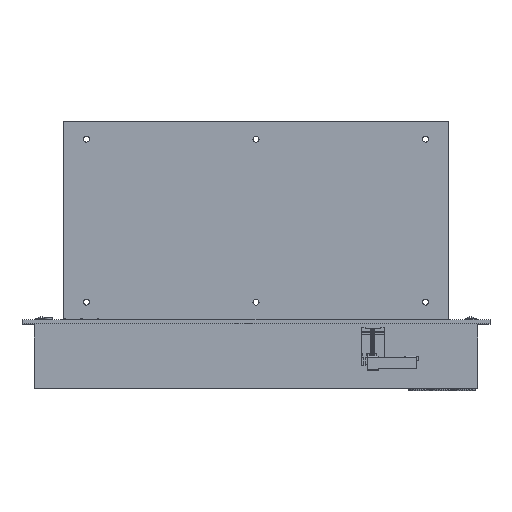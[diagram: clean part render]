
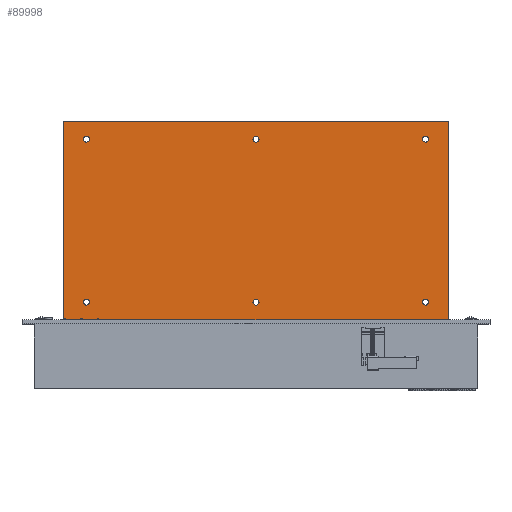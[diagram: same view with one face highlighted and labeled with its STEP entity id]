
A CAD part, top view. The second image highlights one B-rep face of the part: STEP entity #89998.
In plain terms, the highlighted face is planar.
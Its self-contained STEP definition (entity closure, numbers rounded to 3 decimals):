
#89567=DIRECTION('',(0.,1.,0.));
#89568=VECTOR('',#89567,350.);
#89569=CARTESIAN_POINT('',(-2.75,-145.,24.346));
#89570=LINE('',#89569,#89568);
#89575=DIRECTION('',(0.,0.,-1.));
#89576=VECTOR('',#89575,190.);
#89577=CARTESIAN_POINT('',(-2.75,-145.,214.346));
#89578=LINE('',#89577,#89576);
#89583=DIRECTION('',(0.,-1.,0.));
#89584=VECTOR('',#89583,350.);
#89585=CARTESIAN_POINT('',(-2.75,205.,214.346));
#89586=LINE('',#89585,#89584);
#89591=DIRECTION('',(0.,0.,1.));
#89592=VECTOR('',#89591,190.);
#89593=CARTESIAN_POINT('',(-2.75,205.,24.346));
#89594=LINE('',#89593,#89592);
#89595=CARTESIAN_POINT('',(-2.75,-110.,28.846));
#89596=DIRECTION('',(1.,0.,0.));
#89597=DIRECTION('',(0.,-1.,0.));
#89598=AXIS2_PLACEMENT_3D('',#89595,#89596,#89597);
#89600=CARTESIAN_POINT('',(-2.75,-110.,28.846));
#89601=DIRECTION('',(1.,0.,0.));
#89602=DIRECTION('',(0.,1.,0.));
#89603=AXIS2_PLACEMENT_3D('',#89600,#89601,#89602);
#89605=CARTESIAN_POINT('',(-2.75,170.,28.846));
#89606=DIRECTION('',(1.,0.,0.));
#89607=DIRECTION('',(0.,-1.,0.));
#89608=AXIS2_PLACEMENT_3D('',#89605,#89606,#89607);
#89610=CARTESIAN_POINT('',(-2.75,170.,28.846));
#89611=DIRECTION('',(1.,0.,0.));
#89612=DIRECTION('',(0.,1.,0.));
#89613=AXIS2_PLACEMENT_3D('',#89610,#89611,#89612);
#89615=CARTESIAN_POINT('',(-2.75,-124.,50.346));
#89616=DIRECTION('',(1.,0.,0.));
#89617=DIRECTION('',(0.,-1.,0.));
#89618=AXIS2_PLACEMENT_3D('',#89615,#89616,#89617);
#89620=CARTESIAN_POINT('',(-2.75,-124.,50.346));
#89621=DIRECTION('',(1.,0.,0.));
#89622=DIRECTION('',(0.,1.,0.));
#89623=AXIS2_PLACEMENT_3D('',#89620,#89621,#89622);
#89625=CARTESIAN_POINT('',(-2.75,-124.,198.346));
#89626=DIRECTION('',(1.,0.,0.));
#89627=DIRECTION('',(0.,-1.,0.));
#89628=AXIS2_PLACEMENT_3D('',#89625,#89626,#89627);
#89630=CARTESIAN_POINT('',(-2.75,-124.,198.346));
#89631=DIRECTION('',(1.,0.,0.));
#89632=DIRECTION('',(0.,1.,0.));
#89633=AXIS2_PLACEMENT_3D('',#89630,#89631,#89632);
#89635=CARTESIAN_POINT('',(-2.75,184.,50.346));
#89636=DIRECTION('',(1.,0.,0.));
#89637=DIRECTION('',(0.,-1.,0.));
#89638=AXIS2_PLACEMENT_3D('',#89635,#89636,#89637);
#89640=CARTESIAN_POINT('',(-2.75,184.,50.346));
#89641=DIRECTION('',(1.,0.,0.));
#89642=DIRECTION('',(0.,1.,0.));
#89643=AXIS2_PLACEMENT_3D('',#89640,#89641,#89642);
#89645=CARTESIAN_POINT('',(-2.75,184.,198.346));
#89646=DIRECTION('',(1.,0.,0.));
#89647=DIRECTION('',(0.,-1.,0.));
#89648=AXIS2_PLACEMENT_3D('',#89645,#89646,#89647);
#89650=CARTESIAN_POINT('',(-2.75,184.,198.346));
#89651=DIRECTION('',(1.,0.,0.));
#89652=DIRECTION('',(0.,1.,0.));
#89653=AXIS2_PLACEMENT_3D('',#89650,#89651,#89652);
#89655=CARTESIAN_POINT('',(-2.75,30.,198.346));
#89656=DIRECTION('',(1.,0.,0.));
#89657=DIRECTION('',(0.,1.,0.));
#89658=AXIS2_PLACEMENT_3D('',#89655,#89656,#89657);
#89660=CARTESIAN_POINT('',(-2.75,30.,198.346));
#89661=DIRECTION('',(1.,0.,0.));
#89662=DIRECTION('',(0.,-1.,0.));
#89663=AXIS2_PLACEMENT_3D('',#89660,#89661,#89662);
#89665=CARTESIAN_POINT('',(-2.75,30.,50.346));
#89666=DIRECTION('',(1.,0.,0.));
#89667=DIRECTION('',(0.,1.,0.));
#89668=AXIS2_PLACEMENT_3D('',#89665,#89666,#89667);
#89670=CARTESIAN_POINT('',(-2.75,30.,50.346));
#89671=DIRECTION('',(1.,0.,0.));
#89672=DIRECTION('',(0.,-1.,0.));
#89673=AXIS2_PLACEMENT_3D('',#89670,#89671,#89672);
#89771=CARTESIAN_POINT('',(-2.75,-112.,28.846));
#89772=VERTEX_POINT('',#89771);
#89773=CARTESIAN_POINT('',(-2.75,-108.,28.846));
#89774=VERTEX_POINT('',#89773);
#89775=CARTESIAN_POINT('',(-2.75,205.,214.346));
#89776=CARTESIAN_POINT('',(-2.75,-145.,214.346));
#89777=VERTEX_POINT('',#89775);
#89778=VERTEX_POINT('',#89776);
#89779=CARTESIAN_POINT('',(-2.75,205.,24.346));
#89780=VERTEX_POINT('',#89779);
#89781=CARTESIAN_POINT('',(-2.75,-145.,24.346));
#89782=VERTEX_POINT('',#89781);
#89783=CARTESIAN_POINT('',(-2.75,168.,28.846));
#89784=CARTESIAN_POINT('',(-2.75,172.,28.846));
#89785=VERTEX_POINT('',#89783);
#89786=VERTEX_POINT('',#89784);
#89787=CARTESIAN_POINT('',(-2.75,-126.75,50.346));
#89788=CARTESIAN_POINT('',(-2.75,-121.25,50.346));
#89789=VERTEX_POINT('',#89787);
#89790=VERTEX_POINT('',#89788);
#89791=CARTESIAN_POINT('',(-2.75,-126.75,198.346));
#89792=CARTESIAN_POINT('',(-2.75,-121.25,198.346));
#89793=VERTEX_POINT('',#89791);
#89794=VERTEX_POINT('',#89792);
#89795=CARTESIAN_POINT('',(-2.75,181.25,50.346));
#89796=CARTESIAN_POINT('',(-2.75,186.75,50.346));
#89797=VERTEX_POINT('',#89795);
#89798=VERTEX_POINT('',#89796);
#89799=CARTESIAN_POINT('',(-2.75,181.25,198.346));
#89800=CARTESIAN_POINT('',(-2.75,186.75,198.346));
#89801=VERTEX_POINT('',#89799);
#89802=VERTEX_POINT('',#89800);
#89811=CARTESIAN_POINT('',(-2.75,32.75,198.346));
#89812=CARTESIAN_POINT('',(-2.75,27.25,198.346));
#89813=VERTEX_POINT('',#89811);
#89814=VERTEX_POINT('',#89812);
#89815=CARTESIAN_POINT('',(-2.75,32.75,50.346));
#89816=CARTESIAN_POINT('',(-2.75,27.25,50.346));
#89817=VERTEX_POINT('',#89815);
#89818=VERTEX_POINT('',#89816);
#89939=CARTESIAN_POINT('',(-2.75,30.,34.346));
#89940=DIRECTION('',(-1.,0.,0.));
#89941=DIRECTION('',(0.,1.,0.));
#89942=AXIS2_PLACEMENT_3D('',#89939,#89940,#89941);
#89943=PLANE('',#89942);
#89944=ORIENTED_EDGE('',*,*,#89921,.T.);
#89945=ORIENTED_EDGE('',*,*,#89907,.T.);
#89946=ORIENTED_EDGE('',*,*,#89893,.T.);
#89947=ORIENTED_EDGE('',*,*,#89934,.T.);
#89948=EDGE_LOOP('',(#89944,#89945,#89946,#89947));
#89949=FACE_OUTER_BOUND('',#89948,.F.);
#89951=ORIENTED_EDGE('',*,*,#89950,.F.);
#89953=ORIENTED_EDGE('',*,*,#89952,.F.);
#89954=EDGE_LOOP('',(#89951,#89953));
#89955=FACE_BOUND('',#89954,.F.);
#89957=ORIENTED_EDGE('',*,*,#89956,.F.);
#89959=ORIENTED_EDGE('',*,*,#89958,.F.);
#89960=EDGE_LOOP('',(#89957,#89959));
#89961=FACE_BOUND('',#89960,.F.);
#89963=ORIENTED_EDGE('',*,*,#89962,.F.);
#89965=ORIENTED_EDGE('',*,*,#89964,.F.);
#89966=EDGE_LOOP('',(#89963,#89965));
#89967=FACE_BOUND('',#89966,.F.);
#89969=ORIENTED_EDGE('',*,*,#89968,.F.);
#89971=ORIENTED_EDGE('',*,*,#89970,.F.);
#89972=EDGE_LOOP('',(#89969,#89971));
#89973=FACE_BOUND('',#89972,.F.);
#89975=ORIENTED_EDGE('',*,*,#89974,.F.);
#89977=ORIENTED_EDGE('',*,*,#89976,.F.);
#89978=EDGE_LOOP('',(#89975,#89977));
#89979=FACE_BOUND('',#89978,.F.);
#89981=ORIENTED_EDGE('',*,*,#89980,.F.);
#89983=ORIENTED_EDGE('',*,*,#89982,.F.);
#89984=EDGE_LOOP('',(#89981,#89983));
#89985=FACE_BOUND('',#89984,.F.);
#89987=ORIENTED_EDGE('',*,*,#89986,.F.);
#89989=ORIENTED_EDGE('',*,*,#89988,.F.);
#89990=EDGE_LOOP('',(#89987,#89989));
#89991=FACE_BOUND('',#89990,.F.);
#89993=ORIENTED_EDGE('',*,*,#89992,.F.);
#89995=ORIENTED_EDGE('',*,*,#89994,.F.);
#89996=EDGE_LOOP('',(#89993,#89995));
#89997=FACE_BOUND('',#89996,.F.);
#89998=ADVANCED_FACE('',(#89949,#89955,#89961,#89967,#89973,#89979,#89985,
#89991,#89997),#89943,.T.);
#89599=CIRCLE('',#89598,2.);
#89604=CIRCLE('',#89603,2.);
#89609=CIRCLE('',#89608,2.);
#89614=CIRCLE('',#89613,2.);
#89619=CIRCLE('',#89618,2.75);
#89624=CIRCLE('',#89623,2.75);
#89629=CIRCLE('',#89628,2.75);
#89634=CIRCLE('',#89633,2.75);
#89639=CIRCLE('',#89638,2.75);
#89644=CIRCLE('',#89643,2.75);
#89649=CIRCLE('',#89648,2.75);
#89654=CIRCLE('',#89653,2.75);
#89659=CIRCLE('',#89658,2.75);
#89664=CIRCLE('',#89663,2.75);
#89669=CIRCLE('',#89668,2.75);
#89674=CIRCLE('',#89673,2.75);
#89893=EDGE_CURVE('',#89782,#89780,#89570,.T.);
#89907=EDGE_CURVE('',#89778,#89782,#89578,.T.);
#89921=EDGE_CURVE('',#89777,#89778,#89586,.T.);
#89934=EDGE_CURVE('',#89780,#89777,#89594,.T.);
#89950=EDGE_CURVE('',#89772,#89774,#89599,.T.);
#89952=EDGE_CURVE('',#89774,#89772,#89604,.T.);
#89956=EDGE_CURVE('',#89785,#89786,#89609,.T.);
#89958=EDGE_CURVE('',#89786,#89785,#89614,.T.);
#89962=EDGE_CURVE('',#89789,#89790,#89619,.T.);
#89964=EDGE_CURVE('',#89790,#89789,#89624,.T.);
#89968=EDGE_CURVE('',#89793,#89794,#89629,.T.);
#89970=EDGE_CURVE('',#89794,#89793,#89634,.T.);
#89974=EDGE_CURVE('',#89797,#89798,#89639,.T.);
#89976=EDGE_CURVE('',#89798,#89797,#89644,.T.);
#89980=EDGE_CURVE('',#89801,#89802,#89649,.T.);
#89982=EDGE_CURVE('',#89802,#89801,#89654,.T.);
#89986=EDGE_CURVE('',#89813,#89814,#89659,.T.);
#89988=EDGE_CURVE('',#89814,#89813,#89664,.T.);
#89992=EDGE_CURVE('',#89817,#89818,#89669,.T.);
#89994=EDGE_CURVE('',#89818,#89817,#89674,.T.);
